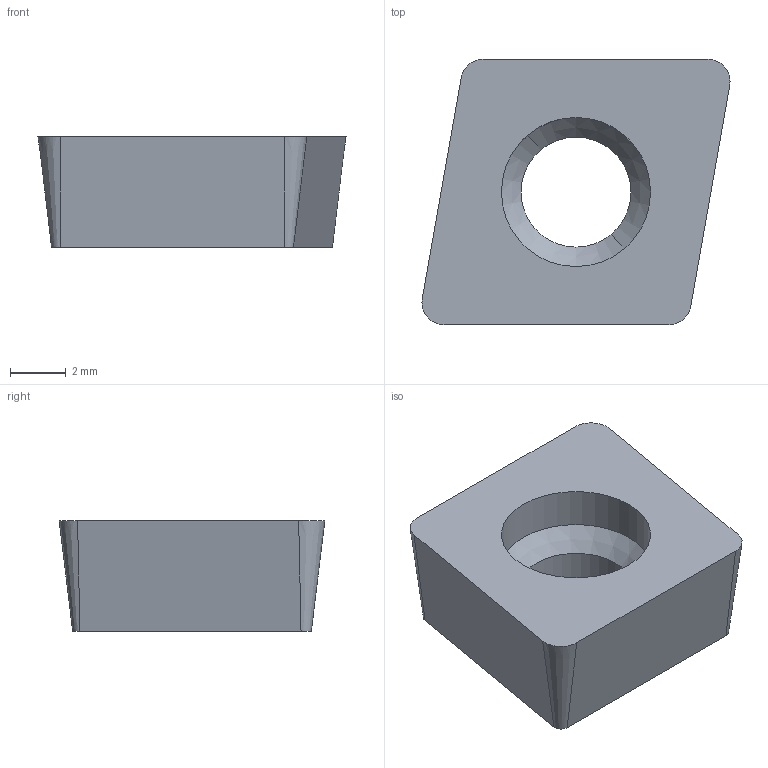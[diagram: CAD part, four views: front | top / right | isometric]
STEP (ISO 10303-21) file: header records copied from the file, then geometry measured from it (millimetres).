
FILE_DESCRIPTION((''),'2;1');
FILE_NAME('CCMX09T308EN-A','2020-12-22T13:34:14',('tlyac05'),('PTC Japan'),'CREO PARAMETRIC BY PTC INC, 2018500','CREO PARAMETRIC BY PTC INC, 2018500','');
FILE_SCHEMA(('AUTOMOTIVE_DESIGN { 1 0 10303 214 1 1 1 1 }'));
Length unit declared in the file: millimetre
Products named in the file (1): CCMX09T308EN-A
Bounding box: 11.04 x 9.53 x 3.97 mm (x, y, z)
Volume: 261.3 mm3; surface area: 335 mm2
Topology: 1 solids, 1 shells, 16 faces, 52 edges, 38 vertices
Faces by surface type: plane 6, cone 6, cylinder 4
Entity records: 844 total; most frequent: DIRECTION 116, CARTESIAN_POINT 101, ORIENTED_EDGE 84, PRESENTATION_STYLE_ASSIGNMENT 55, STYLED_ITEM 55, CURVE_STYLE 54, AXIS2_PLACEMENT_3D 45, EDGE_CURVE 42
